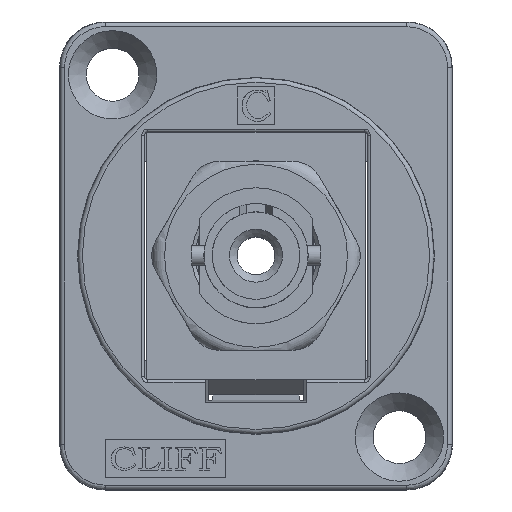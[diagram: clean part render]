
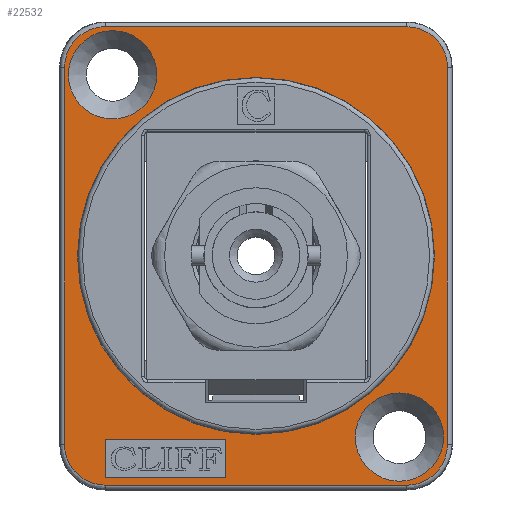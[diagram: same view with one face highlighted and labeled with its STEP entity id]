
A CAD part, top view. The second image highlights one B-rep face of the part: STEP entity #22532.
In plain terms, the highlighted planar face has unit normal (0, 0, 1).
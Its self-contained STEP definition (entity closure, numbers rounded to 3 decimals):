
#98=ELLIPSE('',#25066,2.7,2.7);
#99=ELLIPSE('',#25067,2.7,2.7);
#100=ELLIPSE('',#25068,2.7,2.7);
#101=ELLIPSE('',#25069,2.7,2.7);
#1114=FACE_BOUND('',#6927,.T.);
#1115=FACE_BOUND('',#6928,.T.);
#1116=FACE_BOUND('',#6929,.T.);
#1117=FACE_BOUND('',#6930,.T.);
#2723=LINE('',#39699,#4370);
#2727=LINE('',#39707,#4374);
#2730=LINE('',#39713,#4377);
#2733=LINE('',#39718,#4380);
#2744=LINE('',#39770,#4391);
#2745=LINE('',#39774,#4392);
#2746=LINE('',#39778,#4393);
#2747=LINE('',#39781,#4394);
#4370=VECTOR('',#31648,2.5);
#4374=VECTOR('',#31654,8.);
#4377=VECTOR('',#31659,2.5);
#4380=VECTOR('',#31664,8.);
#4391=VECTOR('',#31713,24.965);
#4392=VECTOR('',#31716,19.965);
#4393=VECTOR('',#31719,24.965);
#4394=VECTOR('',#31722,19.965);
#5643=FACE_OUTER_BOUND('',#6926,.T.);
#6926=EDGE_LOOP('',(#19541,#19542,#19543,#19544,#19545,#19546,#19547,#19548));
#6927=EDGE_LOOP('',(#19549,#19550,#19551,#19552));
#6928=EDGE_LOOP('',(#19553));
#6929=EDGE_LOOP('',(#19554));
#6930=EDGE_LOOP('',(#19555));
#8203=CIRCLE('',#24880,11.823);
#8238=CIRCLE('',#25070,2.925);
#8239=CIRCLE('',#25071,2.925);
#9848=VERTEX_POINT('',#37833);
#10137=VERTEX_POINT('',#39697);
#10138=VERTEX_POINT('',#39698);
#10141=VERTEX_POINT('',#39706);
#10143=VERTEX_POINT('',#39712);
#10151=VERTEX_POINT('',#39766);
#10152=VERTEX_POINT('',#39767);
#10153=VERTEX_POINT('',#39769);
#10154=VERTEX_POINT('',#39771);
#10155=VERTEX_POINT('',#39773);
#10156=VERTEX_POINT('',#39775);
#10157=VERTEX_POINT('',#39777);
#10158=VERTEX_POINT('',#39779);
#10159=VERTEX_POINT('',#39782);
#10160=VERTEX_POINT('',#39784);
#12805=EDGE_CURVE('',#9848,#9848,#8203,.T.);
#13270=EDGE_CURVE('',#10137,#10138,#2723,.T.);
#13274=EDGE_CURVE('',#10141,#10137,#2727,.T.);
#13277=EDGE_CURVE('',#10143,#10141,#2730,.T.);
#13280=EDGE_CURVE('',#10138,#10143,#2733,.T.);
#13298=EDGE_CURVE('',#10151,#10152,#98,.T.);
#13299=EDGE_CURVE('',#10153,#10151,#2744,.T.);
#13300=EDGE_CURVE('',#10154,#10153,#99,.T.);
#13301=EDGE_CURVE('',#10155,#10154,#2745,.T.);
#13302=EDGE_CURVE('',#10156,#10155,#100,.T.);
#13303=EDGE_CURVE('',#10157,#10156,#2746,.T.);
#13304=EDGE_CURVE('',#10158,#10157,#101,.T.);
#13305=EDGE_CURVE('',#10152,#10158,#2747,.T.);
#13306=EDGE_CURVE('',#10159,#10159,#8238,.T.);
#13307=EDGE_CURVE('',#10160,#10160,#8239,.T.);
#19541=ORIENTED_EDGE('',*,*,#13298,.F.);
#19542=ORIENTED_EDGE('',*,*,#13299,.F.);
#19543=ORIENTED_EDGE('',*,*,#13300,.F.);
#19544=ORIENTED_EDGE('',*,*,#13301,.F.);
#19545=ORIENTED_EDGE('',*,*,#13302,.F.);
#19546=ORIENTED_EDGE('',*,*,#13303,.F.);
#19547=ORIENTED_EDGE('',*,*,#13304,.F.);
#19548=ORIENTED_EDGE('',*,*,#13305,.F.);
#19549=ORIENTED_EDGE('',*,*,#13270,.T.);
#19550=ORIENTED_EDGE('',*,*,#13280,.T.);
#19551=ORIENTED_EDGE('',*,*,#13277,.T.);
#19552=ORIENTED_EDGE('',*,*,#13274,.T.);
#19553=ORIENTED_EDGE('',*,*,#12805,.T.);
#19554=ORIENTED_EDGE('',*,*,#13306,.T.);
#19555=ORIENTED_EDGE('',*,*,#13307,.T.);
#20086=PLANE('',#25065);
#22532=ADVANCED_FACE('',(#5643,#1114,#1115,#1116,#1117),#20086,.T.);
#24880=AXIS2_PLACEMENT_3D('',#37834,#30996,#30997);
#25065=AXIS2_PLACEMENT_3D('',#39765,#31709,#31710);
#25066=AXIS2_PLACEMENT_3D('',#39768,#31711,#31712);
#25067=AXIS2_PLACEMENT_3D('',#39772,#31714,#31715);
#25068=AXIS2_PLACEMENT_3D('',#39776,#31717,#31718);
#25069=AXIS2_PLACEMENT_3D('',#39780,#31720,#31721);
#25070=AXIS2_PLACEMENT_3D('',#39783,#31723,#31724);
#25071=AXIS2_PLACEMENT_3D('',#39785,#31725,#31726);
#30996=DIRECTION('center_axis',(0.,0.,
-1.));
#30997=DIRECTION('ref_axis',(-1.,0.,0.));
#31648=DIRECTION('',(0.,1.,0.));
#31654=DIRECTION('',(-1.,0.,0.));
#31659=DIRECTION('',(0.,-1.,0.));
#31664=DIRECTION('',(1.,0.,0.));
#31709=DIRECTION('center_axis',(0.,0.,
1.));
#31710=DIRECTION('ref_axis',(1.,0.,0.));
#31711=DIRECTION('center_axis',(0.,0.,
-1.));
#31712=DIRECTION('ref_axis',(-0.707,0.707,0.));
#31713=DIRECTION('',(0.,1.,0.));
#31714=DIRECTION('center_axis',(0.,0.,
-1.));
#31715=DIRECTION('ref_axis',(-0.707,-0.707,0.));
#31716=DIRECTION('',(-1.,0.,0.));
#31717=DIRECTION('center_axis',(0.,0.,
-1.));
#31718=DIRECTION('ref_axis',(0.707,-0.707,0.));
#31719=DIRECTION('',(0.,-1.,0.));
#31720=DIRECTION('center_axis',(0.,0.,
-1.));
#31721=DIRECTION('ref_axis',(0.707,0.707,0.));
#31722=DIRECTION('',(1.,0.,0.));
#31723=DIRECTION('center_axis',(0.,0.,
-1.));
#31724=DIRECTION('ref_axis',(1.,0.,0.));
#31725=DIRECTION('center_axis',(0.,0.,
-1.));
#31726=DIRECTION('ref_axis',(1.,0.,0.));
#37833=CARTESIAN_POINT('',(11.823,0.,2.3));
#37834=CARTESIAN_POINT('Origin',(0.,0.,
2.3));
#39697=CARTESIAN_POINT('',(-10.,-14.683,2.3));
#39698=CARTESIAN_POINT('',(-10.,-12.183,2.3));
#39699=CARTESIAN_POINT('',(-10.,-7.341,2.3));
#39706=CARTESIAN_POINT('',(-2.,-14.683,2.3));
#39707=CARTESIAN_POINT('',(-1.,-14.683,2.3));
#39712=CARTESIAN_POINT('',(-2.,-12.183,2.3));
#39713=CARTESIAN_POINT('',(-2.,-6.091,2.3));
#39718=CARTESIAN_POINT('',(-5.,-12.183,2.3));
#39765=CARTESIAN_POINT('Origin',(0.,0.,
2.3));
#39766=CARTESIAN_POINT('',(-12.683,12.483,2.3));
#39767=CARTESIAN_POINT('',(-9.983,15.183,2.3));
#39768=CARTESIAN_POINT('Origin',(-9.982,12.482,2.3));
#39769=CARTESIAN_POINT('',(-12.683,-12.483,2.3));
#39770=CARTESIAN_POINT('',(-12.683,-7.75,2.3));
#39771=CARTESIAN_POINT('',(-9.983,-15.183,2.3));
#39772=CARTESIAN_POINT('Origin',(-9.982,-12.482,2.3));
#39773=CARTESIAN_POINT('',(9.983,-15.183,2.3));
#39774=CARTESIAN_POINT('',(6.5,-15.183,2.3));
#39775=CARTESIAN_POINT('',(12.683,-12.483,2.3));
#39776=CARTESIAN_POINT('Origin',(9.982,-12.482,2.3));
#39777=CARTESIAN_POINT('',(12.683,12.483,2.3));
#39778=CARTESIAN_POINT('',(12.683,7.75,2.3));
#39779=CARTESIAN_POINT('',(9.983,15.183,2.3));
#39780=CARTESIAN_POINT('Origin',(9.982,12.482,2.3));
#39781=CARTESIAN_POINT('',(-6.5,15.183,2.3));
#39782=CARTESIAN_POINT('',(6.575,-12.,2.3));
#39783=CARTESIAN_POINT('Origin',(9.5,-12.,2.3));
#39784=CARTESIAN_POINT('',(-12.425,12.,2.3));
#39785=CARTESIAN_POINT('Origin',(-9.5,12.,2.3));
